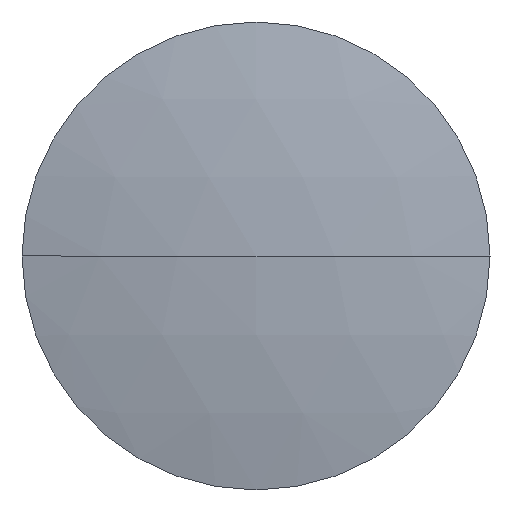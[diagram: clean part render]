
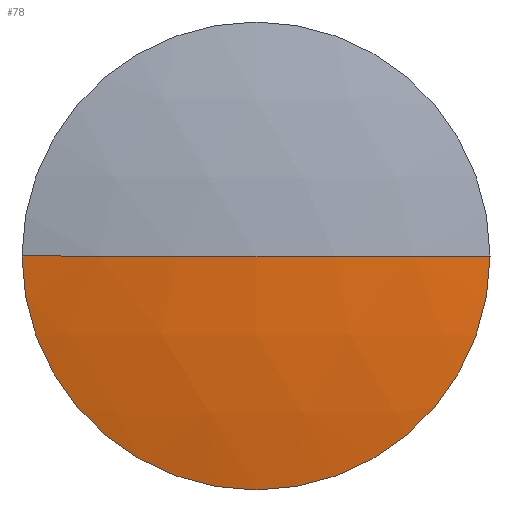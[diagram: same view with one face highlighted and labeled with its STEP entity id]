
A CAD part, left-side view. The second image highlights one B-rep face of the part: STEP entity #78.
In plain terms, the highlighted spherical face has radius 89 mm.
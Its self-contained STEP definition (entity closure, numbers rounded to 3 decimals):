
#4 = CIRCLE ( 'NONE', #153, 89. ) ;
#7 = DIRECTION ( 'NONE',  ( 0., 0., -1. ) ) ;
#8 = CARTESIAN_POINT ( 'NONE',  ( 122.855, 65.217, 0. ) ) ;
#13 = CARTESIAN_POINT ( 'NONE',  ( 211.855, 65.217, 0. ) ) ;
#14 = VERTEX_POINT ( 'NONE', #156 ) ;
#16 = AXIS2_PLACEMENT_3D ( 'NONE', #126, #172, #147 ) ;
#30 = VERTEX_POINT ( 'NONE', #8 ) ;
#45 = DIRECTION ( 'NONE',  ( 0., 0., 1. ) ) ;
#57 = AXIS2_PLACEMENT_3D ( 'NONE', #171, #64, #175 ) ;
#61 = DIRECTION ( 'NONE',  ( 1., 0., 0. ) ) ;
#64 = DIRECTION ( 'NONE',  ( 0., 0., -1. ) ) ;
#78 = ADVANCED_FACE ( 'NONE', ( #120 ), #114, .T. ) ;
#89 = ORIENTED_EDGE ( 'NONE', *, *, #183, .T. ) ;
#91 = DIRECTION ( 'NONE',  ( 0., 1., 0. ) ) ;
#102 = EDGE_CURVE ( 'NONE', #14, #30, #4, .T. ) ;
#108 = ORIENTED_EDGE ( 'NONE', *, *, #119, .T. ) ;
#109 = CIRCLE ( 'NONE', #16, 19.025 ) ;
#112 = CARTESIAN_POINT ( 'NONE',  ( 124.913, 46.192, 0. ) ) ;
#114 = SPHERICAL_SURFACE ( 'NONE', #57, 89. ) ;
#118 = AXIS2_PLACEMENT_3D ( 'NONE', #139, #7, #91 ) ;
#119 = EDGE_CURVE ( 'NONE', #14, #129, #109, .T. ) ;
#120 = FACE_OUTER_BOUND ( 'NONE', #165, .T. ) ;
#126 = CARTESIAN_POINT ( 'NONE',  ( 124.913, 65.217, 0. ) ) ;
#129 = VERTEX_POINT ( 'NONE', #112 ) ;
#130 = CIRCLE ( 'NONE', #118, 89. ) ;
#139 = CARTESIAN_POINT ( 'NONE',  ( 211.855, 65.217, 0. ) ) ;
#147 = DIRECTION ( 'NONE',  ( 0., -1., 0. ) ) ;
#150 = ORIENTED_EDGE ( 'NONE', *, *, #102, .F. ) ;
#153 = AXIS2_PLACEMENT_3D ( 'NONE', #13, #45, #61 ) ;
#156 = CARTESIAN_POINT ( 'NONE',  ( 124.913, 84.242, 0. ) ) ;
#165 = EDGE_LOOP ( 'NONE', ( #108, #89, #150 ) ) ;
#171 = CARTESIAN_POINT ( 'NONE',  ( 211.855, 65.217, 0. ) ) ;
#172 = DIRECTION ( 'NONE',  ( -1., 0., 0. ) ) ;
#175 = DIRECTION ( 'NONE',  ( 0., 1., 0. ) ) ;
#183 = EDGE_CURVE ( 'NONE', #129, #30, #130, .T. ) ;
